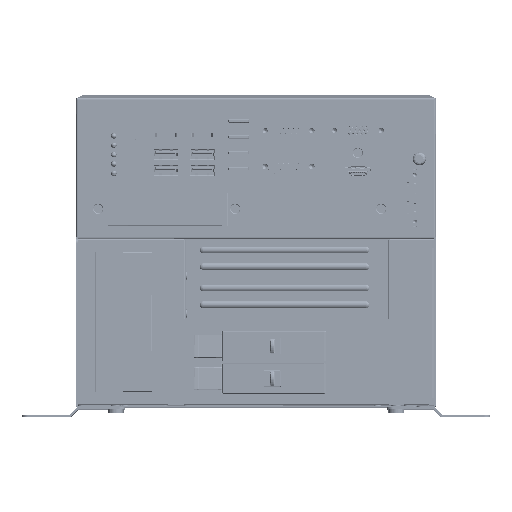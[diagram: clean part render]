
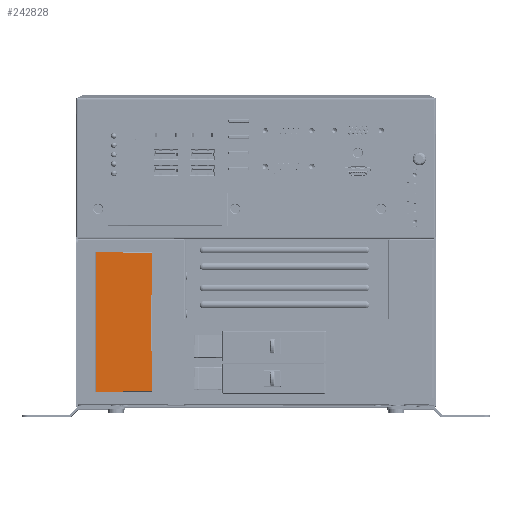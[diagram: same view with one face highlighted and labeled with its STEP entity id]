
A CAD part, top view. The second image highlights one B-rep face of the part: STEP entity #242828.
In plain terms, the highlighted planar face has unit normal (0, 0, 1).
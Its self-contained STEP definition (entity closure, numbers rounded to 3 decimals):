
#2279 = CARTESIAN_POINT ( 'NONE',  ( -354.175, -60., 0. ) ) ;
#10418 = LINE ( 'NONE', #146377, #163245 ) ;
#15317 = DIRECTION ( 'NONE',  ( 1., 0., 0. ) ) ;
#15686 = CARTESIAN_POINT ( 'NONE',  ( -343.5, -7.2, 0. ) ) ;
#19301 = CARTESIAN_POINT ( 'NONE',  ( -344.1, -45., 0. ) ) ;
#22917 = LINE ( 'NONE', #98372, #238184 ) ;
#23142 = CARTESIAN_POINT ( 'NONE',  ( -354.175, -81.2, 0. ) ) ;
#24406 = LINE ( 'NONE', #175219, #30159 ) ;
#24993 = VECTOR ( 'NONE', #43621, 1000. ) ;
#27343 = EDGE_LOOP ( 'NONE', ( #175295, #149664, #89294, #116229, #48362, #188839, #70080, #103287, #60789, #89043, #206132, #198283 ) ) ;
#30159 = VECTOR ( 'NONE', #230946, 1000. ) ;
#34395 = EDGE_CURVE ( 'NONE', #206064, #88602, #216617, .T. ) ;
#37055 = DIRECTION ( 'NONE',  ( 0., 1., 0. ) ) ;
#37691 = VERTEX_POINT ( 'NONE', #231999 ) ;
#40288 = EDGE_CURVE ( 'NONE', #172623, #119345, #24406, .T. ) ;
#42318 = CARTESIAN_POINT ( 'NONE',  ( -359., -7.2, 0. ) ) ;
#43395 = EDGE_CURVE ( 'NONE', #188432, #78016, #173953, .T. ) ;
#43621 = DIRECTION ( 'NONE',  ( 0., 1., 0. ) ) ;
#45453 = EDGE_CURVE ( 'NONE', #188432, #37691, #203607, .T. ) ;
#45534 = DIRECTION ( 'NONE',  ( 1., 0., 0. ) ) ;
#48362 = ORIENTED_EDGE ( 'NONE', *, *, #102056, .T. ) ;
#53853 = VERTEX_POINT ( 'NONE', #240505 ) ;
#54041 = VECTOR ( 'NONE', #37055, 1000. ) ;
#55756 = LINE ( 'NONE', #131180, #207060 ) ;
#60789 = ORIENTED_EDGE ( 'NONE', *, *, #125384, .F. ) ;
#70080 = ORIENTED_EDGE ( 'NONE', *, *, #204894, .T. ) ;
#73735 = LINE ( 'NONE', #19301, #82934 ) ;
#78016 = VERTEX_POINT ( 'NONE', #179080 ) ;
#79968 = VERTEX_POINT ( 'NONE', #155801 ) ;
#82605 = VECTOR ( 'NONE', #143080, 1000. ) ;
#82934 = VECTOR ( 'NONE', #94710, 1000. ) ;
#84366 = CARTESIAN_POINT ( 'NONE',  ( -373.5, -45., 0. ) ) ;
#86393 = VECTOR ( 'NONE', #94038, 1000. ) ;
#88602 = VERTEX_POINT ( 'NONE', #208670 ) ;
#89043 = ORIENTED_EDGE ( 'NONE', *, *, #40288, .T. ) ;
#89294 = ORIENTED_EDGE ( 'NONE', *, *, #43395, .F. ) ;
#90270 = CARTESIAN_POINT ( 'NONE',  ( -343.5, -7.8, 0. ) ) ;
#93723 = VECTOR ( 'NONE', #166769, 1000. ) ;
#94038 = DIRECTION ( 'NONE',  ( -1., 0., 0. ) ) ;
#94710 = DIRECTION ( 'NONE',  ( 0., -1., 0. ) ) ;
#98372 = CARTESIAN_POINT ( 'NONE',  ( -374.1, -7.2, 0. ) ) ;
#98794 = PLANE ( 'NONE',  #225042 ) ;
#102056 = EDGE_CURVE ( 'NONE', #37691, #79968, #133334, .T. ) ;
#103287 = ORIENTED_EDGE ( 'NONE', *, *, #158364, .T. ) ;
#105274 = LINE ( 'NONE', #180657, #179302 ) ;
#110796 = CARTESIAN_POINT ( 'NONE',  ( -344.1, -30., 0. ) ) ;
#116229 = ORIENTED_EDGE ( 'NONE', *, *, #45453, .T. ) ;
#116670 = LINE ( 'NONE', #192046, #24993 ) ;
#117332 = FACE_OUTER_BOUND ( 'NONE', #27343, .T. ) ;
#119345 = VERTEX_POINT ( 'NONE', #42318 ) ;
#121427 = CARTESIAN_POINT ( 'NONE',  ( -373.5, -81.8, 0. ) ) ;
#122039 = EDGE_CURVE ( 'NONE', #119345, #88602, #22917, .T. ) ;
#125384 = EDGE_CURVE ( 'NONE', #172623, #211950, #55756, .T. ) ;
#128585 = EDGE_CURVE ( 'NONE', #227006, #78016, #174168, .T. ) ;
#131180 = CARTESIAN_POINT ( 'NONE',  ( -354.175, -7.8, 0. ) ) ;
#133334 = LINE ( 'NONE', #2279, #93723 ) ;
#137363 = EDGE_CURVE ( 'NONE', #217772, #79968, #73735, .T. ) ;
#143080 = DIRECTION ( 'NONE',  ( 0., 1., 0. ) ) ;
#146377 = CARTESIAN_POINT ( 'NONE',  ( -374.1, -81.8, 0. ) ) ;
#149664 = ORIENTED_EDGE ( 'NONE', *, *, #128585, .T. ) ;
#150805 = CARTESIAN_POINT ( 'NONE',  ( -359., -45., 0. ) ) ;
#155801 = CARTESIAN_POINT ( 'NONE',  ( -344.1, -60., 0. ) ) ;
#158364 = EDGE_CURVE ( 'NONE', #53853, #211950, #116670, .T. ) ;
#163245 = VECTOR ( 'NONE', #15317, 1000. ) ;
#166769 = DIRECTION ( 'NONE',  ( -1., 0., 0. ) ) ;
#172623 = VERTEX_POINT ( 'NONE', #179557 ) ;
#173953 = LINE ( 'NONE', #23142, #86393 ) ;
#174168 = LINE ( 'NONE', #150805, #54041 ) ;
#175219 = CARTESIAN_POINT ( 'NONE',  ( -359., -45., 0. ) ) ;
#175295 = ORIENTED_EDGE ( 'NONE', *, *, #205813, .T. ) ;
#179080 = CARTESIAN_POINT ( 'NONE',  ( -359., -81.2, 0. ) ) ;
#179302 = VECTOR ( 'NONE', #197985, 1000. ) ;
#179557 = CARTESIAN_POINT ( 'NONE',  ( -359., -7.8, 0. ) ) ;
#180657 = CARTESIAN_POINT ( 'NONE',  ( -354.175, -30., 0. ) ) ;
#188432 = VERTEX_POINT ( 'NONE', #206517 ) ;
#188839 = ORIENTED_EDGE ( 'NONE', *, *, #137363, .F. ) ;
#192046 = CARTESIAN_POINT ( 'NONE',  ( -343.5, -7.2, 0. ) ) ;
#197985 = DIRECTION ( 'NONE',  ( 1., 0., 0. ) ) ;
#198283 = ORIENTED_EDGE ( 'NONE', *, *, #34395, .F. ) ;
#203607 = LINE ( 'NONE', #15686, #82605 ) ;
#204894 = EDGE_CURVE ( 'NONE', #217772, #53853, #105274, .T. ) ;
#205813 = EDGE_CURVE ( 'NONE', #206064, #227006, #10418, .T. ) ;
#206064 = VERTEX_POINT ( 'NONE', #121427 ) ;
#206132 = ORIENTED_EDGE ( 'NONE', *, *, #122039, .T. ) ;
#206517 = CARTESIAN_POINT ( 'NONE',  ( -343.5, -81.2, 0. ) ) ;
#206573 = DIRECTION ( 'NONE',  ( 1., 0., 0. ) ) ;
#207060 = VECTOR ( 'NONE', #206573, 1000. ) ;
#208670 = CARTESIAN_POINT ( 'NONE',  ( -373.5, -7.2, 0. ) ) ;
#211756 = DIRECTION ( 'NONE',  ( 0., 1., 0. ) ) ;
#211950 = VERTEX_POINT ( 'NONE', #90270 ) ;
#213924 = VECTOR ( 'NONE', #211756, 1000. ) ;
#216617 = LINE ( 'NONE', #84366, #213924 ) ;
#217772 = VERTEX_POINT ( 'NONE', #110796 ) ;
#219762 = CARTESIAN_POINT ( 'NONE',  ( -359., -81.8, 0. ) ) ;
#225042 = AXIS2_PLACEMENT_3D ( 'NONE', #240237, #231096, #45534 ) ;
#226990 = DIRECTION ( 'NONE',  ( -1., 0., 0. ) ) ;
#227006 = VERTEX_POINT ( 'NONE', #219762 ) ;
#230946 = DIRECTION ( 'NONE',  ( 0., 1., 0. ) ) ;
#231096 = DIRECTION ( 'NONE',  ( 0., 0., 1. ) ) ;
#231999 = CARTESIAN_POINT ( 'NONE',  ( -343.5, -60., 0. ) ) ;
#238184 = VECTOR ( 'NONE', #226990, 1000. ) ;
#240237 = CARTESIAN_POINT ( 'NONE',  ( -354.175, -45., 0. ) ) ;
#240505 = CARTESIAN_POINT ( 'NONE',  ( -343.5, -30., 0. ) ) ;
#242828 = ADVANCED_FACE ( 'NONE', ( #117332 ), #98794, .T. ) ;
